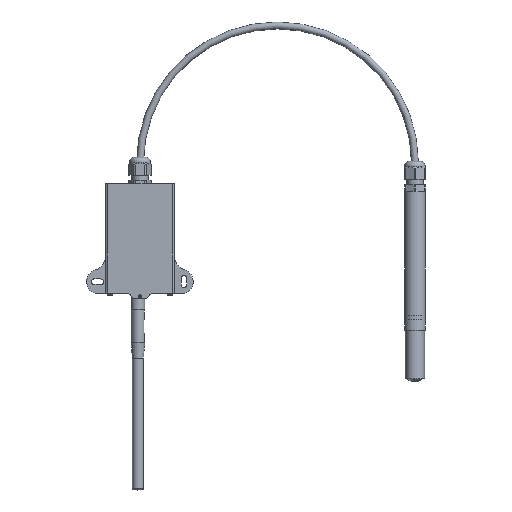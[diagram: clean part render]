
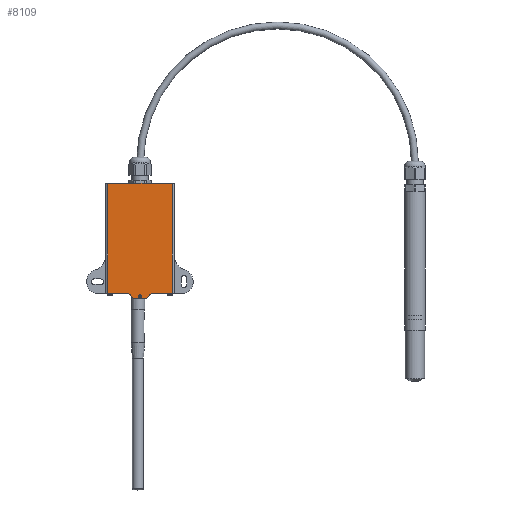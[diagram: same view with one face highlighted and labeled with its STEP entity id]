
A CAD part, top view. The second image highlights one B-rep face of the part: STEP entity #8109.
In plain terms, the highlighted planar face has unit normal (0, 0, 1).
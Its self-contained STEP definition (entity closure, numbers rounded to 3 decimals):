
#522=FACE_BOUND('',#2746,.T.);
#638=PLANE('',#8879);
#947=LINE('',#12484,#1525);
#991=LINE('',#12587,#1569);
#993=LINE('',#12591,#1571);
#994=LINE('',#12593,#1572);
#995=LINE('',#12600,#1573);
#996=LINE('',#12601,#1574);
#1525=VECTOR('',#10032,10.);
#1569=VECTOR('',#10114,10.);
#1571=VECTOR('',#10118,10.);
#1572=VECTOR('',#10119,10.);
#1573=VECTOR('',#10126,10.);
#1574=VECTOR('',#10127,10.);
#2230=FACE_OUTER_BOUND('',#2745,.T.);
#2745=EDGE_LOOP('',(#6023,#6024,#6025,#6026,#6027,#6028,#6029,#6030,#6031,
#6032));
#2746=EDGE_LOOP('',(#6033));
#3240=CIRCLE('',#8847,1.);
#3258=CIRCLE('',#8877,3.5);
#3259=CIRCLE('',#8880,4.);
#3260=CIRCLE('',#8881,3.5);
#3261=CIRCLE('',#8882,4.);
#3678=VERTEX_POINT('',#12434);
#3700=VERTEX_POINT('',#12481);
#3701=VERTEX_POINT('',#12483);
#3739=VERTEX_POINT('',#12580);
#3740=VERTEX_POINT('',#12582);
#3741=VERTEX_POINT('',#12586);
#3742=VERTEX_POINT('',#12590);
#3743=VERTEX_POINT('',#12592);
#3744=VERTEX_POINT('',#12594);
#3745=VERTEX_POINT('',#12597);
#3746=VERTEX_POINT('',#12599);
#4532=EDGE_CURVE('',#3678,#3678,#3240,.T.);
#4556=EDGE_CURVE('',#3701,#3700,#947,.T.);
#4606=EDGE_CURVE('',#3739,#3740,#3258,.T.);
#4608=EDGE_CURVE('',#3741,#3740,#991,.T.);
#4610=EDGE_CURVE('',#3742,#3700,#993,.T.);
#4611=EDGE_CURVE('',#3743,#3742,#994,.T.);
#4612=EDGE_CURVE('',#3744,#3743,#3259,.T.);
#4613=EDGE_CURVE('',#3741,#3744,#3260,.T.);
#4614=EDGE_CURVE('',#3745,#3739,#3261,.T.);
#4615=EDGE_CURVE('',#3746,#3745,#995,.T.);
#4616=EDGE_CURVE('',#3701,#3746,#996,.T.);
#6023=ORIENTED_EDGE('',*,*,#4556,.T.);
#6024=ORIENTED_EDGE('',*,*,#4610,.F.);
#6025=ORIENTED_EDGE('',*,*,#4611,.F.);
#6026=ORIENTED_EDGE('',*,*,#4612,.F.);
#6027=ORIENTED_EDGE('',*,*,#4613,.F.);
#6028=ORIENTED_EDGE('',*,*,#4608,.T.);
#6029=ORIENTED_EDGE('',*,*,#4606,.F.);
#6030=ORIENTED_EDGE('',*,*,#4614,.F.);
#6031=ORIENTED_EDGE('',*,*,#4615,.F.);
#6032=ORIENTED_EDGE('',*,*,#4616,.F.);
#6033=ORIENTED_EDGE('',*,*,#4532,.T.);
#8109=ADVANCED_FACE('',(#2230,#522),#638,.F.);
#8847=AXIS2_PLACEMENT_3D('',#12435,#9993,#9994);
#8877=AXIS2_PLACEMENT_3D('',#12583,#10109,#10110);
#8879=AXIS2_PLACEMENT_3D('',#12589,#10116,#10117);
#8880=AXIS2_PLACEMENT_3D('',#12595,#10120,#10121);
#8881=AXIS2_PLACEMENT_3D('',#12596,#10122,#10123);
#8882=AXIS2_PLACEMENT_3D('',#12598,#10124,#10125);
#9993=DIRECTION('center_axis',(0.,0.,-1.));
#9994=DIRECTION('ref_axis',(-1.,0.,0.));
#10032=DIRECTION('',(1.,0.,0.));
#10109=DIRECTION('center_axis',(0.,0.,-1.));
#10110=DIRECTION('ref_axis',(-0.516,0.856,0.));
#10114=DIRECTION('',(-1.,0.,0.));
#10116=DIRECTION('center_axis',(0.,0.,-1.));
#10117=DIRECTION('ref_axis',(-1.,0.,0.));
#10118=DIRECTION('',(0.,-1.,0.));
#10119=DIRECTION('',(1.,0.,0.));
#10120=DIRECTION('center_axis',(0.,0.,1.));
#10121=DIRECTION('ref_axis',(-1.,0.,0.));
#10122=DIRECTION('center_axis',(0.,0.,-1.));
#10123=DIRECTION('ref_axis',(0.516,0.856,0.));
#10124=DIRECTION('center_axis',(0.,0.,1.));
#10125=DIRECTION('ref_axis',(-1.,0.,0.));
#10126=DIRECTION('',(1.,0.,0.));
#10127=DIRECTION('',(0.,1.,0.));
#12434=CARTESIAN_POINT('',(19.5,83.133,32.));
#12435=CARTESIAN_POINT('Origin',(18.5,83.133,32.));
#12481=CARTESIAN_POINT('',(42.,1.,32.));
#12483=CARTESIAN_POINT('',(-5.,1.,32.));
#12484=CARTESIAN_POINT('',(11.25,1.,32.));
#12580=CARTESIAN_POINT('',(12.038,83.133,32.));
#12582=CARTESIAN_POINT('',(15.133,85.,32.));
#12583=CARTESIAN_POINT('Origin',(15.133,81.5,32.));
#12586=CARTESIAN_POINT('',(21.867,85.,32.));
#12587=CARTESIAN_POINT('',(24.5,85.,32.));
#12589=CARTESIAN_POINT('Origin',(2.5,0.,32.));
#12590=CARTESIAN_POINT('',(42.,81.,32.));
#12591=CARTESIAN_POINT('',(42.,35.,32.));
#12592=CARTESIAN_POINT('',(28.5,81.,32.));
#12593=CARTESIAN_POINT('',(-3.5,81.,32.));
#12594=CARTESIAN_POINT('',(24.962,83.133,32.));
#12595=CARTESIAN_POINT('Origin',(28.5,85.,32.));
#12596=CARTESIAN_POINT('Origin',(21.867,81.5,32.));
#12597=CARTESIAN_POINT('',(8.5,81.,32.));
#12598=CARTESIAN_POINT('Origin',(8.5,85.,32.));
#12599=CARTESIAN_POINT('',(-5.,81.,32.));
#12600=CARTESIAN_POINT('',(-3.5,81.,32.));
#12601=CARTESIAN_POINT('',(-5.,35.,32.));
